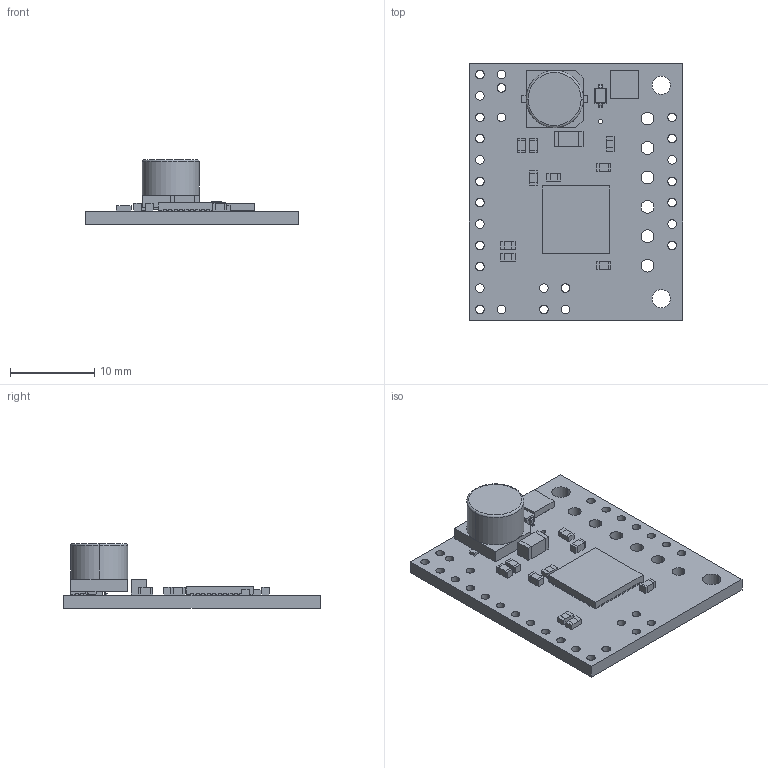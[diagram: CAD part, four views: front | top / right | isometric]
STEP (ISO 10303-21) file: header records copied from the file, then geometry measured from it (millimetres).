
FILE_DESCRIPTION (( 'STEP AP214' ), '1' );
FILE_NAME ('tb67h420ftg-dual-single-motor-driver-carrier.step', '2018-04-27T20:53:37', ( '' ), ( '' ), 'SwSTEP 2.0', 'SolidWorks 2016', '' );
FILE_SCHEMA (( 'AUTOMOTIVE_DESIGN' ));
Length unit declared in the file: millimetre
Products named in the file (1): tb67h420ftg-dual-single-motor-driver-carrier
Bounding box: 25.4 x 30.48 x 7.67 mm (x, y, z)
Volume: 1472.7 mm3; surface area: 2311.3 mm2
Topology: 1 solids, 1 shells, 930 faces, 2717 edges, 1790 vertices
Faces by surface type: plane 626, bspline 163, cylinder 139, torus 2
Entity records: 46551 total; most frequent: CARTESIAN_POINT 12265, ORIENTED_EDGE 5434, DIRECTION 4175, EDGE_CURVE 2717, LINE 2071, VECTOR 2071, VERTEX_POINT 1790, EDGE_LOOP 1101
